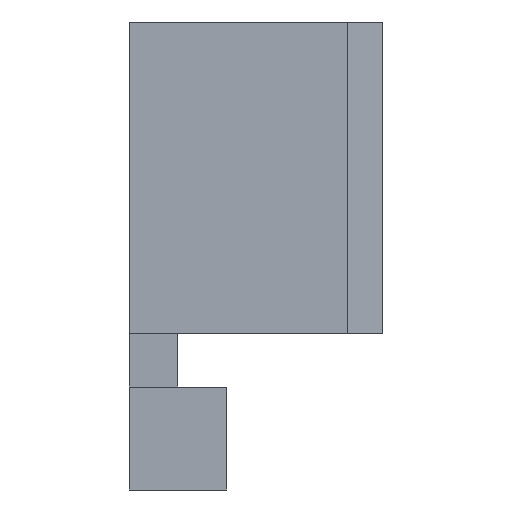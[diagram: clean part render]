
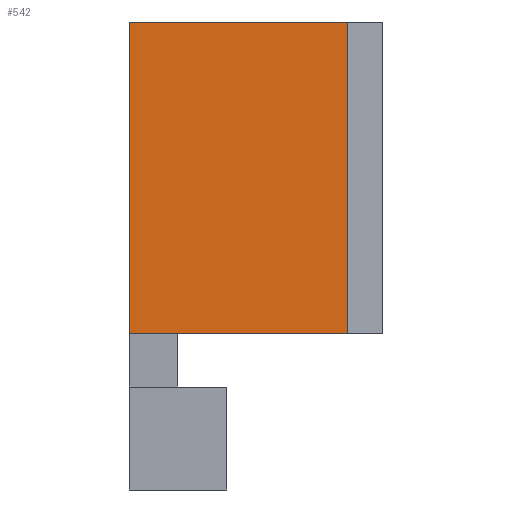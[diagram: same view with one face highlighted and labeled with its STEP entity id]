
A CAD part, left-side view. The second image highlights one B-rep face of the part: STEP entity #542.
In plain terms, the highlighted planar face has unit normal (-1, 0, 0).
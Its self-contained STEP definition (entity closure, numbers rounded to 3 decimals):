
#16=FACE_OUTER_BOUND('',#44,.T.);
#44=EDGE_LOOP('',(#361,#362,#363,#364));
#74=LINE('',#756,#152);
#75=LINE('',#759,#153);
#76=LINE('',#761,#154);
#77=LINE('',#762,#155);
#152=VECTOR('',#618,10.);
#153=VECTOR('',#621,10.);
#154=VECTOR('',#622,10.);
#155=VECTOR('',#623,10.);
#227=VERTEX_POINT('',#749);
#230=VERTEX_POINT('',#754);
#231=VERTEX_POINT('',#758);
#232=VERTEX_POINT('',#760);
#282=EDGE_CURVE('',#230,#227,#74,.T.);
#283=EDGE_CURVE('',#231,#230,#75,.T.);
#284=EDGE_CURVE('',#231,#232,#76,.T.);
#285=EDGE_CURVE('',#232,#227,#77,.T.);
#361=ORIENTED_EDGE('',*,*,#282,.F.);
#362=ORIENTED_EDGE('',*,*,#283,.F.);
#363=ORIENTED_EDGE('',*,*,#284,.T.);
#364=ORIENTED_EDGE('',*,*,#285,.T.);
#514=PLANE('',#584);
#542=ADVANCED_FACE('',(#16),#514,.T.);
#584=AXIS2_PLACEMENT_3D('',#757,#619,#620);
#618=DIRECTION('',(0.,0.,-1.));
#619=DIRECTION('center_axis',(-1.,0.,0.));
#620=DIRECTION('ref_axis',(0.,0.,-1.));
#621=DIRECTION('',(0.,-1.,0.));
#622=DIRECTION('',(0.,0.,-1.));
#623=DIRECTION('',(0.,-1.,0.));
#749=CARTESIAN_POINT('',(-80.568,-19.98,15.796));
#754=CARTESIAN_POINT('',(-80.568,-19.98,22.177));
#756=CARTESIAN_POINT('',(-80.568,-19.98,20.582));
#757=CARTESIAN_POINT('Origin',(-80.568,-15.505,22.177));
#758=CARTESIAN_POINT('',(-80.568,-15.505,22.177));
#759=CARTESIAN_POINT('',(-80.568,-15.505,22.177));
#760=CARTESIAN_POINT('',(-80.568,-15.505,15.796));
#761=CARTESIAN_POINT('',(-80.568,-15.505,22.177));
#762=CARTESIAN_POINT('',(-80.568,-15.505,15.796));
